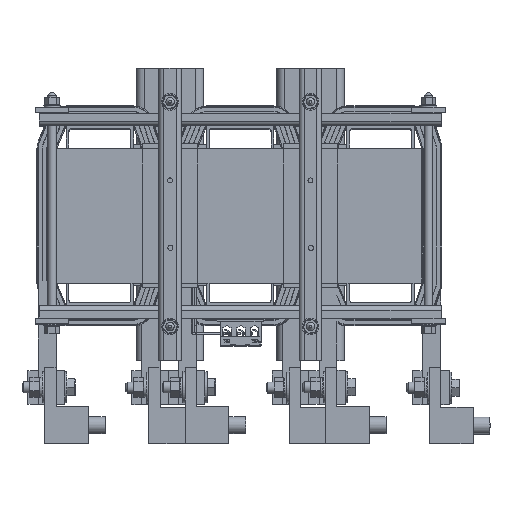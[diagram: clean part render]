
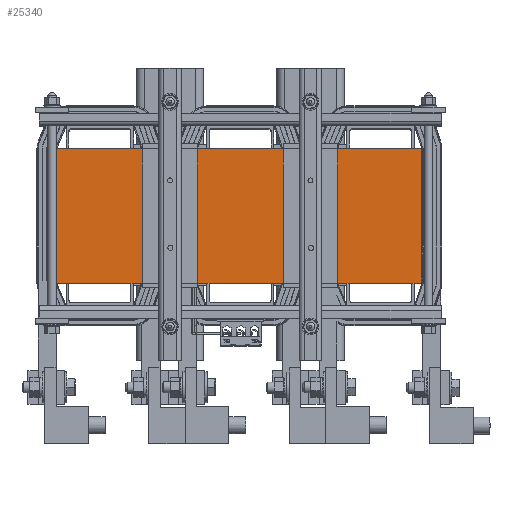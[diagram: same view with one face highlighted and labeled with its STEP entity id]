
A CAD part, top view. The second image highlights one B-rep face of the part: STEP entity #25340.
In plain terms, the highlighted face is planar.
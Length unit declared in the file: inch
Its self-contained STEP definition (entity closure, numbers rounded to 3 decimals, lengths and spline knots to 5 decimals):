
#2625=FACE_OUTER_BOUND('',#4026,.T.);
#4026=EDGE_LOOP('',(#18309,#18310,#18311,#18312));
#5904=LINE('',#37584,#8498);
#5905=LINE('',#37586,#8499);
#5906=LINE('',#37588,#8500);
#5907=LINE('',#37589,#8501);
#8498=VECTOR('',#30804,0.3937);
#8499=VECTOR('',#30805,0.3937);
#8500=VECTOR('',#30806,0.3937);
#8501=VECTOR('',#30807,0.3937);
#11006=VERTEX_POINT('',#37582);
#11007=VERTEX_POINT('',#37583);
#11008=VERTEX_POINT('',#37585);
#11009=VERTEX_POINT('',#37587);
#13743=EDGE_CURVE('',#11006,#11007,#5904,.T.);
#13744=EDGE_CURVE('',#11008,#11006,#5905,.T.);
#13745=EDGE_CURVE('',#11009,#11008,#5906,.T.);
#13746=EDGE_CURVE('',#11007,#11009,#5907,.T.);
#18309=ORIENTED_EDGE('',*,*,#13743,.F.);
#18310=ORIENTED_EDGE('',*,*,#13744,.F.);
#18311=ORIENTED_EDGE('',*,*,#13745,.F.);
#18312=ORIENTED_EDGE('',*,*,#13746,.F.);
#24304=PLANE('',#27632);
#25340=ADVANCED_FACE('',(#2625),#24304,.F.);
#27632=AXIS2_PLACEMENT_3D('',#37581,#30802,#30803);
#30802=DIRECTION('center_axis',(0.,0.,1.));
#30803=DIRECTION('ref_axis',(1.,0.,0.));
#30804=DIRECTION('',(0.,1.,0.));
#30805=DIRECTION('',(1.,0.,0.));
#30806=DIRECTION('',(0.,-1.,0.));
#30807=DIRECTION('',(-1.,0.,0.));
#37581=CARTESIAN_POINT('Origin',(6.40256,-2.05793,-1.875));
#37582=CARTESIAN_POINT('',(14.52756,-5.05793,-1.875));
#37583=CARTESIAN_POINT('',(14.52756,0.94207,-1.875));
#37584=CARTESIAN_POINT('',(14.52756,0.94207,-1.875));
#37585=CARTESIAN_POINT('',(-1.72244,-5.05793,-1.875));
#37586=CARTESIAN_POINT('',(14.52756,-5.05793,-1.875));
#37587=CARTESIAN_POINT('',(-1.72244,0.94207,-1.875));
#37588=CARTESIAN_POINT('',(-1.72244,-5.05793,-1.875));
#37589=CARTESIAN_POINT('',(-1.72244,0.94207,-1.875));
